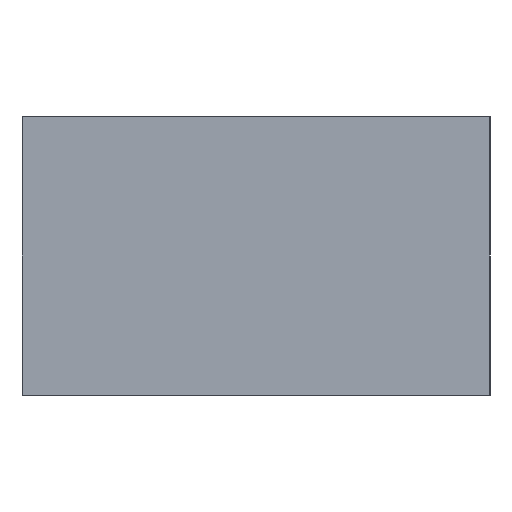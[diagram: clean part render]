
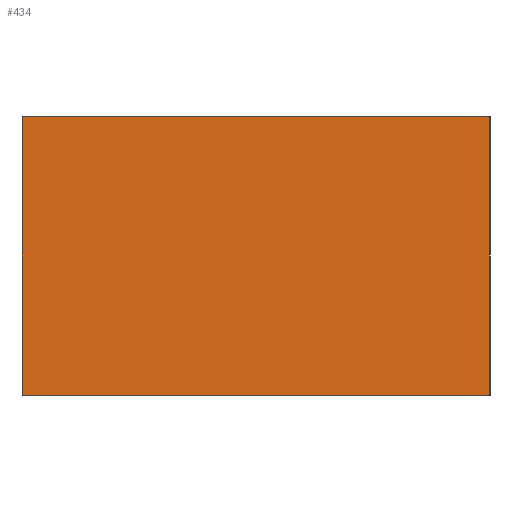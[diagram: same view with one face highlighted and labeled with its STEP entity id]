
A CAD part, left-side view. The second image highlights one B-rep face of the part: STEP entity #434.
In plain terms, the highlighted planar face has unit normal (-1, 0, 0).
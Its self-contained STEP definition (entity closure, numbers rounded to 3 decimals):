
#347 = VERTEX_POINT('',#348);
#348 = CARTESIAN_POINT('',(-2.,21.5,12.));
#356 = EDGE_CURVE('',#357,#347,#359,.T.);
#357 = VERTEX_POINT('',#358);
#358 = CARTESIAN_POINT('',(-2.,-2.,12.));
#359 = LINE('',#360,#361);
#360 = CARTESIAN_POINT('',(-2.,14.625,12.));
#361 = VECTOR('',#362,1.);
#362 = DIRECTION('',(0.,1.,0.));
#407 = EDGE_CURVE('',#408,#347,#410,.T.);
#408 = VERTEX_POINT('',#409);
#409 = CARTESIAN_POINT('',(-2.,21.5,-2.));
#410 = LINE('',#411,#412);
#411 = CARTESIAN_POINT('',(-2.,21.5,0.));
#412 = VECTOR('',#413,1.);
#413 = DIRECTION('',(0.,0.,1.));
#434 = ADVANCED_FACE('',(#435),#453,.F.);
#435 = FACE_BOUND('',#436,.F.);
#436 = EDGE_LOOP('',(#437,#445,#446,#447));
#437 = ORIENTED_EDGE('',*,*,#438,.F.);
#438 = EDGE_CURVE('',#408,#439,#441,.T.);
#439 = VERTEX_POINT('',#440);
#440 = CARTESIAN_POINT('',(-2.,-2.,-2.));
#441 = LINE('',#442,#443);
#442 = CARTESIAN_POINT('',(-2.,14.625,-2.));
#443 = VECTOR('',#444,1.);
#444 = DIRECTION('',(0.,-1.,0.));
#445 = ORIENTED_EDGE('',*,*,#407,.T.);
#446 = ORIENTED_EDGE('',*,*,#356,.F.);
#447 = ORIENTED_EDGE('',*,*,#448,.T.);
#448 = EDGE_CURVE('',#357,#439,#449,.T.);
#449 = LINE('',#450,#451);
#450 = CARTESIAN_POINT('',(-2.,-2.,0.));
#451 = VECTOR('',#452,1.);
#452 = DIRECTION('',(0.,0.,-1.));
#453 = PLANE('',#454);
#454 = AXIS2_PLACEMENT_3D('',#455,#456,#457);
#455 = CARTESIAN_POINT('',(-2.,19.5,0.));
#456 = DIRECTION('',(1.,0.,0.));
#457 = DIRECTION('',(0.,-1.,0.));
